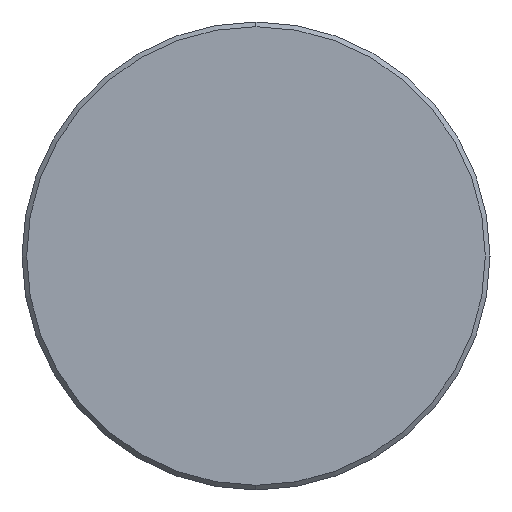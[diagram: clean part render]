
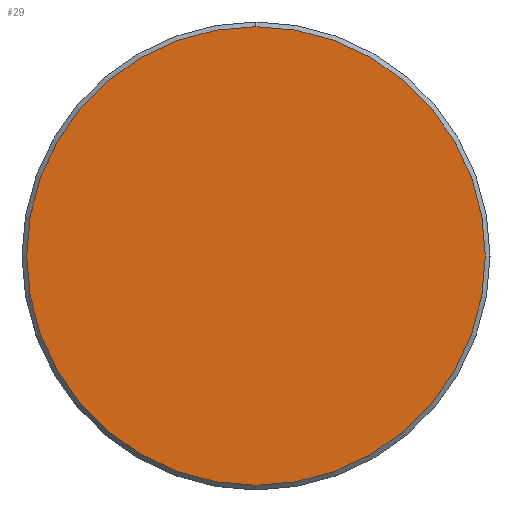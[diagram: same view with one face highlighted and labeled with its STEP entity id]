
A CAD part, left-side view. The second image highlights one B-rep face of the part: STEP entity #29.
In plain terms, the highlighted planar face has unit normal (-1, 0, 0).
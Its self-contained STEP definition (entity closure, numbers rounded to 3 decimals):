
#29 = ADVANCED_FACE ( 'NONE', ( #78 ), #321, .F. ) ;
#34 = VERTEX_POINT ( 'NONE', #361 ) ;
#50 = DIRECTION ( 'NONE',  ( -1., 0., 0. ) ) ;
#78 = FACE_OUTER_BOUND ( 'NONE', #328, .T. ) ;
#100 = CIRCLE ( 'NONE', #210, 14.7 ) ;
#121 = CARTESIAN_POINT ( 'NONE',  ( -223.1, 0., 0. ) ) ;
#203 = CIRCLE ( 'NONE', #230, 14.7 ) ;
#206 = CARTESIAN_POINT ( 'NONE',  ( -223.1, 0., 0. ) ) ;
#210 = AXIS2_PLACEMENT_3D ( 'NONE', #206, #333, #250 ) ;
#215 = EDGE_CURVE ( 'NONE', #218, #34, #203, .T. ) ;
#217 = DIRECTION ( 'NONE',  ( 0., 0., -1. ) ) ;
#218 = VERTEX_POINT ( 'NONE', #235 ) ;
#230 = AXIS2_PLACEMENT_3D ( 'NONE', #121, #50, #360 ) ;
#235 = CARTESIAN_POINT ( 'NONE',  ( -223.1, 0., -14.7 ) ) ;
#250 = DIRECTION ( 'NONE',  ( 0., 0., -1. ) ) ;
#253 = CARTESIAN_POINT ( 'NONE',  ( -223.1, -14.876, 14.876 ) ) ;
#261 = ORIENTED_EDGE ( 'NONE', *, *, #215, .T. ) ;
#321 = PLANE ( 'NONE',  #404 ) ;
#328 = EDGE_LOOP ( 'NONE', ( #261, #348 ) ) ;
#333 = DIRECTION ( 'NONE',  ( -1., 0., 0. ) ) ;
#348 = ORIENTED_EDGE ( 'NONE', *, *, #367, .T. ) ;
#360 = DIRECTION ( 'NONE',  ( 0., 0., -1. ) ) ;
#361 = CARTESIAN_POINT ( 'NONE',  ( -223.1, 0., 14.7 ) ) ;
#367 = EDGE_CURVE ( 'NONE', #34, #218, #100, .T. ) ;
#404 = AXIS2_PLACEMENT_3D ( 'NONE', #253, #409, #217 ) ;
#409 = DIRECTION ( 'NONE',  ( 1., 0., 0. ) ) ;
